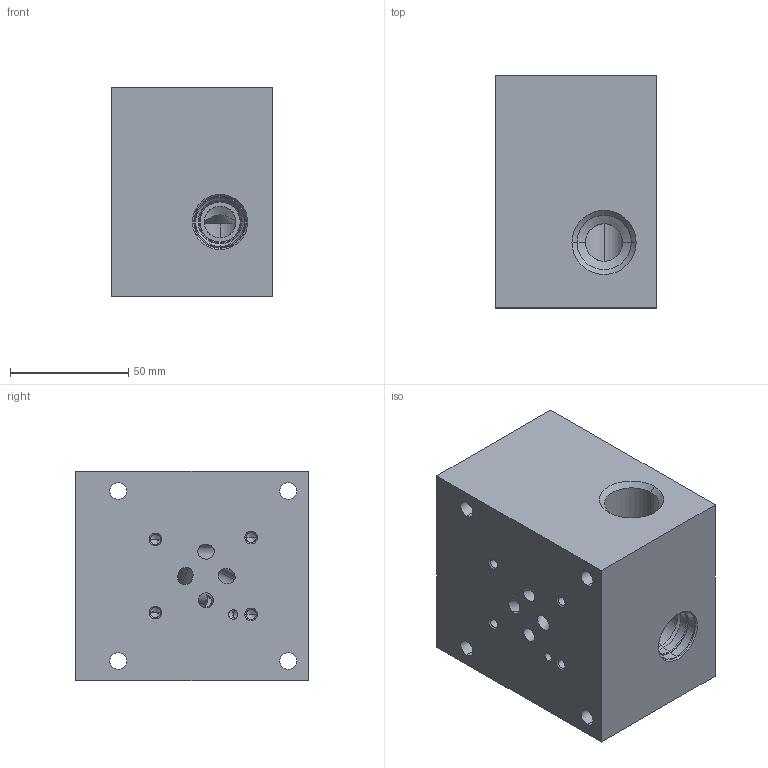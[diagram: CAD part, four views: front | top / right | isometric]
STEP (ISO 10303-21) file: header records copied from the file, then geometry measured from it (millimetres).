
FILE_DESCRIPTION((''),'2;1');
FILE_NAME('ZFS_ASM','2020-03-09T',('ProEService'),(''),'PRO/ENGINEER BY PARAMETRIC TECHNOLOGY CORPORATION, 2014200','PRO/ENGINEER BY PARAMETRIC TECHNOLOGY CORPORATION, 2014200','');
FILE_SCHEMA(('CONFIG_CONTROL_DESIGN'));
Length unit declared in the file: inch
Products named in the file (2): 151-774; ZFS_ASM
Assembly tree (1 placements, depth 2):
  ZFS_ASM
    151-774
Bounding box: 68.28 x 98.42 x 88.9 mm (x, y, z)
Volume: 502094 mm3; surface area: 66531.1 mm2
Topology: 1 solids, 1 shells, 122 faces, 510 edges, 483 vertices
Faces by surface type: cylinder 54, cone 52, plane 8, sphere 4, torus 4
Entity records: 5967 total; most frequent: CARTESIAN_POINT 1996, DIRECTION 832, ORIENTED_EDGE 576, VECTOR 322, LINE 322, EDGE_CURVE 288, AXIS2_PLACEMENT_3D 255, TRIMMED_CURVE 204
